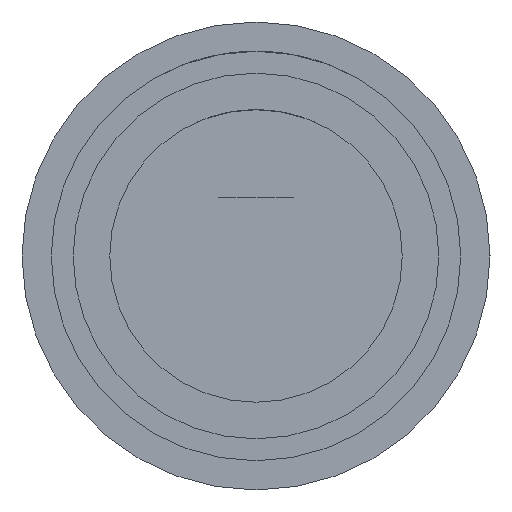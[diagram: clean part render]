
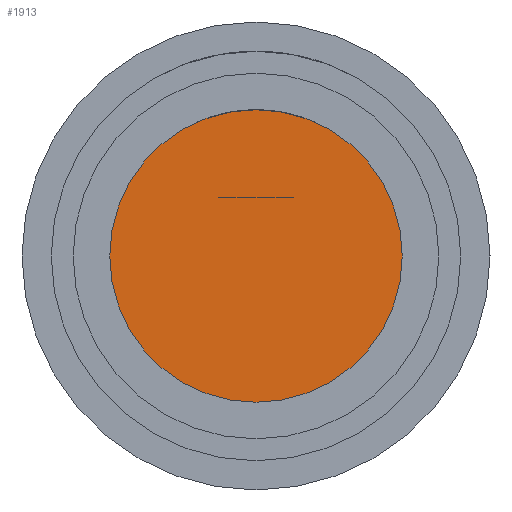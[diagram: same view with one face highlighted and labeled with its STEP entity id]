
A CAD part, left-side view. The second image highlights one B-rep face of the part: STEP entity #1913.
In plain terms, the highlighted planar face has unit normal (-1, 0, 0).
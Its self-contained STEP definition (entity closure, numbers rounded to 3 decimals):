
#331 = FACE_OUTER_BOUND ( 'NONE', #2206, .T. ) ;
#533 = CARTESIAN_POINT ( 'NONE',  ( 0., 0., -10. ) ) ;
#547 = VERTEX_POINT ( 'NONE', #533 ) ;
#549 = DIRECTION ( 'NONE',  ( 0., 0., -1. ) ) ;
#595 = CARTESIAN_POINT ( 'NONE',  ( 0., 0., 0. ) ) ;
#661 = AXIS2_PLACEMENT_3D ( 'NONE', #735, #699, #549 ) ;
#699 = DIRECTION ( 'NONE',  ( 1., 0., 0. ) ) ;
#735 = CARTESIAN_POINT ( 'NONE',  ( 0., 0., 0. ) ) ;
#752 = ORIENTED_EDGE ( 'NONE', *, *, #2037, .F. ) ;
#976 = CIRCLE ( 'NONE', #661, 10. ) ;
#988 = AXIS2_PLACEMENT_3D ( 'NONE', #1871, #1126, #1916 ) ;
#993 = DIRECTION ( 'NONE',  ( 1., 0., 0. ) ) ;
#1039 = CARTESIAN_POINT ( 'NONE',  ( 0., 0., 10. ) ) ;
#1126 = DIRECTION ( 'NONE',  ( 1., 0., 0. ) ) ;
#1763 = DIRECTION ( 'NONE',  ( 0., 0., -1. ) ) ;
#1871 = CARTESIAN_POINT ( 'NONE',  ( 0., 0., 0. ) ) ;
#1872 = EDGE_CURVE ( 'NONE', #547, #2134, #976, .T. ) ;
#1913 = ADVANCED_FACE ( 'NONE', ( #331 ), #2284, .F. ) ;
#1916 = DIRECTION ( 'NONE',  ( 0., 0., -1. ) ) ;
#1935 = CIRCLE ( 'NONE', #2061, 10. ) ;
#2037 = EDGE_CURVE ( 'NONE', #2134, #547, #1935, .T. ) ;
#2061 = AXIS2_PLACEMENT_3D ( 'NONE', #595, #993, #1763 ) ;
#2134 = VERTEX_POINT ( 'NONE', #1039 ) ;
#2206 = EDGE_LOOP ( 'NONE', ( #752, #2465 ) ) ;
#2284 = PLANE ( 'NONE',  #988 ) ;
#2465 = ORIENTED_EDGE ( 'NONE', *, *, #1872, .F. ) ;
